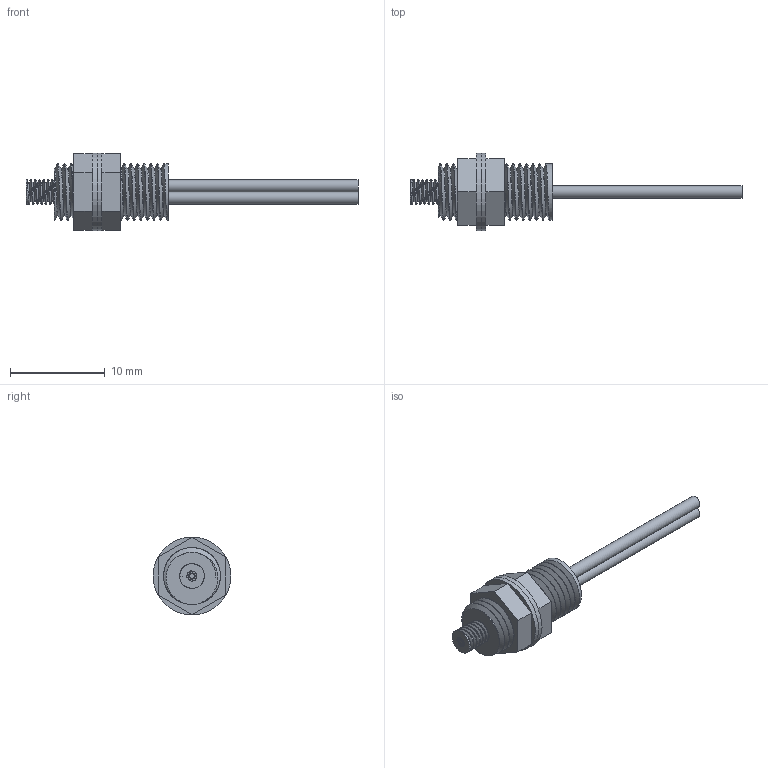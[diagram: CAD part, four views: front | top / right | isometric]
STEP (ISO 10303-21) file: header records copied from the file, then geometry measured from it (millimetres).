
FILE_DESCRIPTION(/* description */ (''),/* implementation_level */ '2;1');
FILE_NAME(/* name */ 'EX-D61TZ.stp',/* time_stamp */ '2023-04-10T10:08:53+08:00',/* author */ (''),/* organization */ (''),/* preprocessor_version */ 'ST-DEVELOPER v16.7',/* originating_system */ 'SIEMENS PLM Software NX 12.0',/* authorisation */ '');
FILE_SCHEMA (('AUTOMOTIVE_DESIGN { 1 0 10303 214 3 1 1 1 }'));
Length unit declared in the file: millimetre
Products named in the file (1): EX-D61TZ
Bounding box: 35 x 8.22 x 8.22 mm (x, y, z)
Volume: 539.7 mm3; surface area: 1141.6 mm2
Topology: 8 solids, 8 shells, 62 faces, 108 edges, 72 vertices
Faces by surface type: plane 40, cylinder 18, bspline 4
Full cylindrical faces by diameter (mm): 0.25 x9, 0.5 x1, 1.3 x2, 8.216 x2
Entity records: 8344 total; most frequent: CARTESIAN_POINT 7146, DIRECTION 228, ORIENTED_EDGE 188, EDGE_CURVE 94, AXIS2_PLACEMENT_3D 93, EDGE_LOOP 86, VERTEX_POINT 72, ADVANCED_FACE 62
